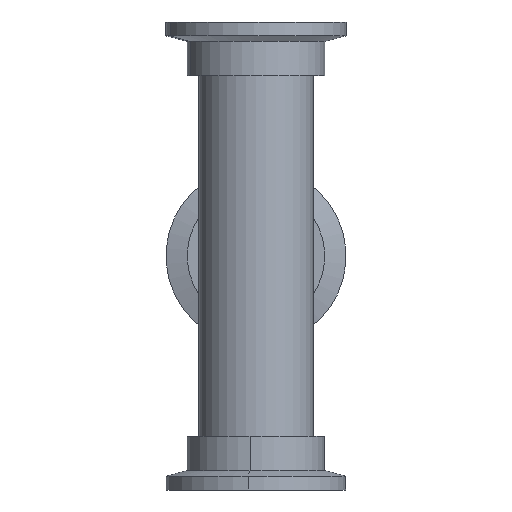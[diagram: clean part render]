
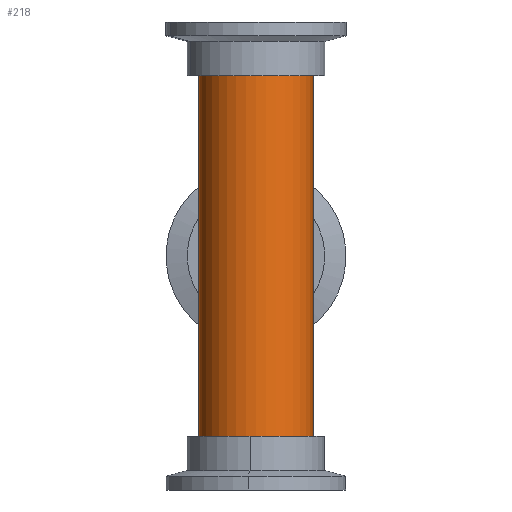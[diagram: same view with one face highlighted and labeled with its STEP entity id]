
A CAD part, front view. The second image highlights one B-rep face of the part: STEP entity #218.
In plain terms, the highlighted cylindrical face has radius 12.7 mm (diameter 25.4 mm), a partial arc.
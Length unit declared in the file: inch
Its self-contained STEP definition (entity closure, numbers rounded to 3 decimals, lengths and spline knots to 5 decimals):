
#10 = VERTEX_POINT ( 'NONE', #415 ) ;
#25 = EDGE_CURVE ( 'NONE', #176, #304, #110, .T. ) ;
#46 = VERTEX_POINT ( 'NONE', #204 ) ;
#90 = VECTOR ( 'NONE', #452, 39.37008 ) ;
#91 = AXIS2_PLACEMENT_3D ( 'NONE', #287, #926, #369 ) ;
#94 = ORIENTED_EDGE ( 'NONE', *, *, #25, .F. ) ;
#110 = LINE ( 'NONE', #116, #640 ) ;
#116 = CARTESIAN_POINT ( 'NONE',  ( 0.5, 0., 1.87 ) ) ;
#135 = DIRECTION ( 'NONE',  ( 0., 0., -1. ) ) ;
#176 = VERTEX_POINT ( 'NONE', #670 ) ;
#177 = EDGE_CURVE ( 'NONE', #10, #833, #530, .T. ) ;
#204 = CARTESIAN_POINT ( 'NONE',  ( -0.5, 0., -1.87 ) ) ;
#218 = ADVANCED_FACE ( 'NONE', ( #745 ), #603, .T. ) ;
#229 = CARTESIAN_POINT ( 'NONE',  ( 0., 0., -1.87 ) ) ;
#262 = ORIENTED_EDGE ( 'NONE', *, *, #832, .T. ) ;
#266 = CIRCLE ( 'NONE', #470, 0.5 ) ;
#285 = CARTESIAN_POINT ( 'NONE',  ( 0.5, 0., 1.87 ) ) ;
#287 = CARTESIAN_POINT ( 'NONE',  ( 0., 0., 1.87 ) ) ;
#304 = VERTEX_POINT ( 'NONE', #631 ) ;
#328 = EDGE_CURVE ( 'NONE', #833, #176, #331, .T. ) ;
#331 = LINE ( 'NONE', #873, #385 ) ;
#334 = LINE ( 'NONE', #974, #835 ) ;
#342 = CARTESIAN_POINT ( 'NONE',  ( -0.5, 0., 0. ) ) ;
#358 = CARTESIAN_POINT ( 'NONE',  ( 0., 0., 1.87 ) ) ;
#360 = LINE ( 'NONE', #532, #90 ) ;
#369 = DIRECTION ( 'NONE',  ( 1., 0., 0. ) ) ;
#373 = DIRECTION ( 'NONE',  ( -1., 0., 0. ) ) ;
#385 = VECTOR ( 'NONE', #795, 39.37008 ) ;
#392 = DIRECTION ( 'NONE',  ( 1., 0., 0. ) ) ;
#402 = EDGE_CURVE ( 'NONE', #46, #304, #266, .T. ) ;
#411 = DIRECTION ( 'NONE',  ( 0., 0., -1. ) ) ;
#415 = CARTESIAN_POINT ( 'NONE',  ( -0.5, 0., 1.87 ) ) ;
#443 = ORIENTED_EDGE ( 'NONE', *, *, #328, .F. ) ;
#452 = DIRECTION ( 'NONE',  ( 0., 0., -1. ) ) ;
#469 = ORIENTED_EDGE ( 'NONE', *, *, #688, .T. ) ;
#470 = AXIS2_PLACEMENT_3D ( 'NONE', #229, #781, #392 ) ;
#485 = VERTEX_POINT ( 'NONE', #342 ) ;
#530 = CIRCLE ( 'NONE', #91, 0.5 ) ;
#532 = CARTESIAN_POINT ( 'NONE',  ( -0.5, 0., 1.87 ) ) ;
#603 = CYLINDRICAL_SURFACE ( 'NONE', #844, 0.5 ) ;
#630 = ORIENTED_EDGE ( 'NONE', *, *, #402, .T. ) ;
#631 = CARTESIAN_POINT ( 'NONE',  ( 0.5, 0., -1.87 ) ) ;
#640 = VECTOR ( 'NONE', #411, 39.37008 ) ;
#670 = CARTESIAN_POINT ( 'NONE',  ( 0.5, 0., 0. ) ) ;
#688 = EDGE_CURVE ( 'NONE', #10, #485, #334, .T. ) ;
#690 = ORIENTED_EDGE ( 'NONE', *, *, #177, .F. ) ;
#745 = FACE_OUTER_BOUND ( 'NONE', #784, .T. ) ;
#781 = DIRECTION ( 'NONE',  ( 0., 0., 1. ) ) ;
#784 = EDGE_LOOP ( 'NONE', ( #443, #690, #469, #262, #630, #94 ) ) ;
#795 = DIRECTION ( 'NONE',  ( 0., 0., -1. ) ) ;
#815 = DIRECTION ( 'NONE',  ( 0., 0., -1. ) ) ;
#832 = EDGE_CURVE ( 'NONE', #485, #46, #360, .T. ) ;
#833 = VERTEX_POINT ( 'NONE', #285 ) ;
#835 = VECTOR ( 'NONE', #815, 39.37008 ) ;
#844 = AXIS2_PLACEMENT_3D ( 'NONE', #358, #135, #373 ) ;
#873 = CARTESIAN_POINT ( 'NONE',  ( 0.5, 0., 1.87 ) ) ;
#926 = DIRECTION ( 'NONE',  ( 0., 0., 1. ) ) ;
#974 = CARTESIAN_POINT ( 'NONE',  ( -0.5, 0., 1.87 ) ) ;
